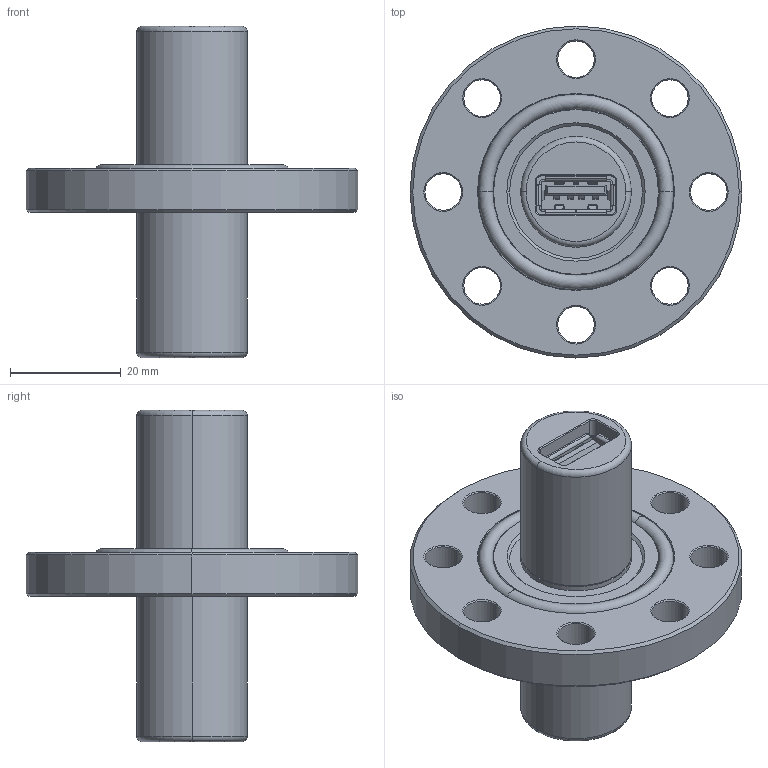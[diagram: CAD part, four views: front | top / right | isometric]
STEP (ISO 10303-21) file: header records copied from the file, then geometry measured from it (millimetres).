
FILE_DESCRIPTION (( 'STEP AP214' ), '1' );
FILE_NAME ('俋楷耀倰-C-HF25-1USB3.STEP', '2025-12-02T06:32:06', ( '' ), ( '' ), 'SwSTEP 2.0', 'SolidWorks 2020', '' );
FILE_SCHEMA (( 'AUTOMOTIVE_DESIGN' ));
Length unit declared in the file: millimetre
Products named in the file (4): 俋楷耀倰-C-D24-1USB3; FL-C-HF25-D24; 俋楷耀倰-C-HF25-1USB3; O型密封圈-HF25-300
Assembly tree (3 placements, depth 2):
  俋楷耀倰-C-HF25-1USB3
    FL-C-HF25-D24
    俋楷耀倰-C-D24-1USB3
    O型密封圈-HF25-300
Bounding box: 60 x 60 x 59.9 mm (x, y, z)
Volume: 25021.4 mm3; surface area: 20229.5 mm2
Topology: 7 solids, 7 shells, 1429 faces, 3698 edges, 2336 vertices
Faces by surface type: plane 823, cylinder 448, cone 74, bspline 72, torus 12
Entity records: 46392 total; most frequent: CARTESIAN_POINT 11193, ORIENTED_EDGE 7396, DIRECTION 7008, EDGE_CURVE 3698, LINE 2642, VECTOR 2642, VERTEX_POINT 2336, AXIS2_PLACEMENT_3D 2183
